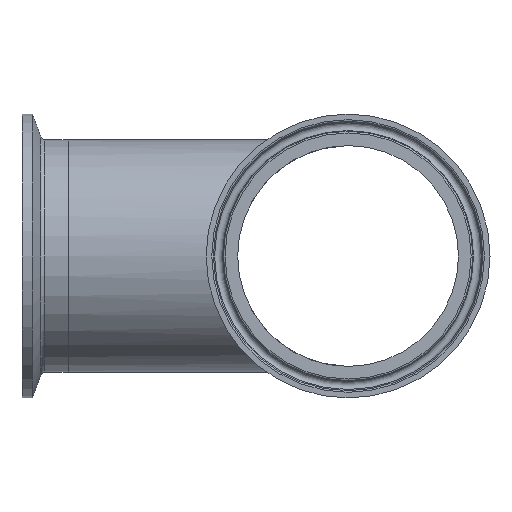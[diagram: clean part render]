
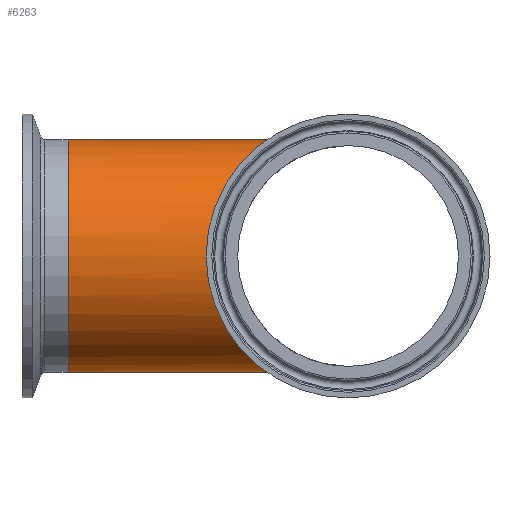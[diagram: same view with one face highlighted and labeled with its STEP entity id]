
A CAD part, left-side view. The second image highlights one B-rep face of the part: STEP entity #6263.
In plain terms, the highlighted cylindrical face has radius 31.75 mm (diameter 63.5 mm), a full revolution.
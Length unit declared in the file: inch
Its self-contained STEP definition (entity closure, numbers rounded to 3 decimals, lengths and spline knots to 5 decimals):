
#64=ELLIPSE('',#6600,1.76777,1.25);
#65=ELLIPSE('',#6601,1.76777,1.25);
#108=FACE_BOUND('',#1157,.T.);
#762=FACE_OUTER_BOUND('',#1156,.T.);
#1156=EDGE_LOOP('',(#5721,#5722));
#1157=EDGE_LOOP('',(#5723));
#2175=CIRCLE('',#6617,1.25);
#3083=VERTEX_POINT('',#13444);
#3084=VERTEX_POINT('',#13445);
#3090=VERTEX_POINT('',#13468);
#3978=EDGE_CURVE('',#3083,#3084,#64,.T.);
#3979=EDGE_CURVE('',#3084,#3083,#65,.T.);
#3985=EDGE_CURVE('',#3090,#3090,#2175,.T.);
#5721=ORIENTED_EDGE('',*,*,#3979,.F.);
#5722=ORIENTED_EDGE('',*,*,#3978,.F.);
#5723=ORIENTED_EDGE('',*,*,#3985,.F.);
#5854=CYLINDRICAL_SURFACE('',#6622,1.25);
#6263=ADVANCED_FACE('',(#762,#108),#5854,.T.);
#6600=AXIS2_PLACEMENT_3D('',#13446,#7692,#7693);
#6601=AXIS2_PLACEMENT_3D('',#13447,#7694,#7695);
#6617=AXIS2_PLACEMENT_3D('',#13469,#7726,#7727);
#6622=AXIS2_PLACEMENT_3D('',#13477,#7736,#7737);
#7692=DIRECTION('center_axis',(0.707,-0.707,0.));
#7693=DIRECTION('ref_axis',(-0.707,-0.707,0.));
#7694=DIRECTION('center_axis',(-0.707,-0.707,0.));
#7695=DIRECTION('ref_axis',(-0.707,0.707,0.));
#7726=DIRECTION('center_axis',(0.,1.,0.));
#7727=DIRECTION('ref_axis',(1.,0.,0.));
#7736=DIRECTION('center_axis',(0.,1.,0.));
#7737=DIRECTION('ref_axis',(-1.,0.,0.));
#13444=CARTESIAN_POINT('',(3.,0.,-1.25));
#13445=CARTESIAN_POINT('',(3.,0.,1.25));
#13446=CARTESIAN_POINT('Origin',(3.,0.,0.));
#13447=CARTESIAN_POINT('Origin',(3.,0.,0.));
#13468=CARTESIAN_POINT('',(1.75,3.,0.));
#13469=CARTESIAN_POINT('Origin',(3.,3.,0.));
#13477=CARTESIAN_POINT('Origin',(3.,1.5,0.));
